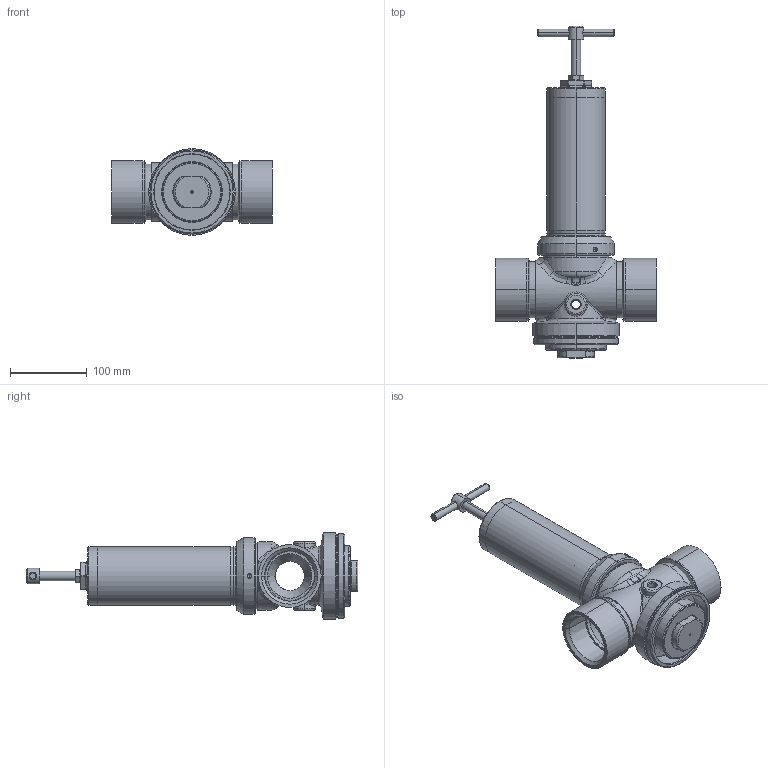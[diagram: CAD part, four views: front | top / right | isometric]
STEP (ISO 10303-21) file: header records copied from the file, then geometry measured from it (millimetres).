
FILE_DESCRIPTION (( 'STEP AP203' ), '1' );
FILE_NAME ('Typ_80-BG_III-G212M-G212M-KØ48-64.STEP', '2021-08-02T07:31:27', ( '' ), ( '' ), 'SwSTEP 2.0', 'SolidWorks 2016', '' );
FILE_SCHEMA (( 'CONFIG_CONTROL_DESIGN' ));
Length unit declared in the file: millimetre
Products named in the file (1): Typ_80-BG_III-G212M-G212M-KØ48-64
Bounding box: 210 x 433 x 113 mm (x, y, z)
Volume: 788852.6 mm3; surface area: 308949.6 mm2
Topology: 10 solids, 10 shells, 460 faces, 1029 edges, 599 vertices
Faces by surface type: cone 143, cylinder 139, torus 84, plane 54, bspline 32, sphere 8
Entity records: 17288 total; most frequent: CARTESIAN_POINT 7040, DIRECTION 2287, ORIENTED_EDGE 2042, EDGE_CURVE 1021, AXIS2_PLACEMENT_3D 1002, VERTEX_POINT 599, CIRCLE 573, EDGE_LOOP 504
